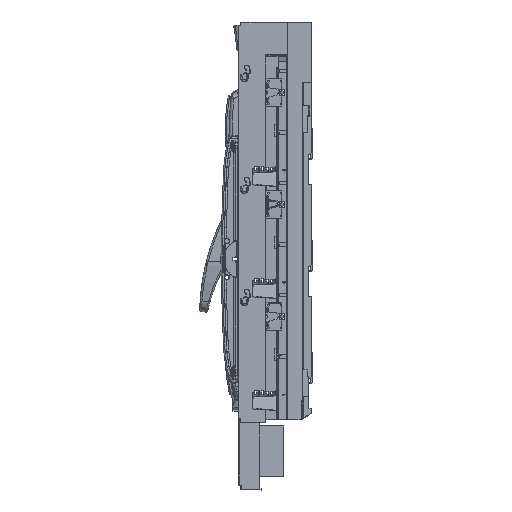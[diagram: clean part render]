
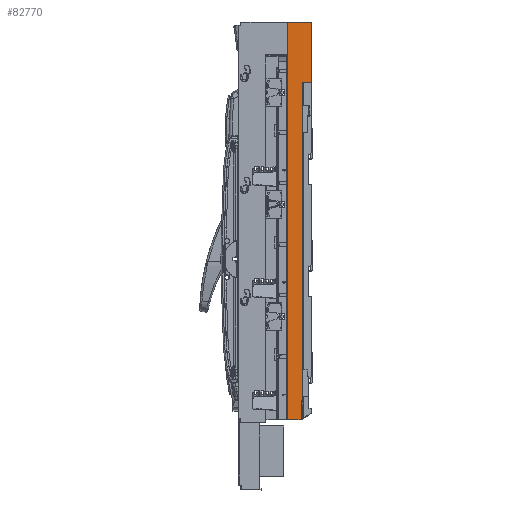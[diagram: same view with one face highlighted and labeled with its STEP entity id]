
A CAD part, left-side view. The second image highlights one B-rep face of the part: STEP entity #82770.
In plain terms, the highlighted planar face has unit normal (-1, -0.01, 0).
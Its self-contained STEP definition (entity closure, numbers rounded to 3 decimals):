
#76027=DIRECTION('',(0.01,-1.,0.009));
#76028=VECTOR('',#76027,40.004);
#76029=CARTESIAN_POINT('',(-99.165,541.005,
213.582));
#76030=LINE('',#76029,#76028);
#76031=DIRECTION('',(0.,0.,-1.));
#76032=VECTOR('',#76031,99.302);
#76033=CARTESIAN_POINT('',(-98.752,501.005,
213.931));
#76034=LINE('',#76033,#76032);
#76035=DIRECTION('',(-0.01,1.,-0.017));
#76036=VECTOR('',#76035,15.003);
#76037=CARTESIAN_POINT('',(-98.752,501.005,
114.629));
#76038=LINE('',#76037,#76036);
#76039=DIRECTION('',(0.,0.,-1.));
#76040=VECTOR('',#76039,526.237);
#76041=CARTESIAN_POINT('',(-98.907,516.005,
114.368));
#76042=LINE('',#76041,#76040);
#76043=DIRECTION('',(-0.01,1.,0.));
#76044=VECTOR('',#76043,3.);
#76045=CARTESIAN_POINT('',(-98.907,516.005,
-411.869));
#76046=LINE('',#76045,#76044);
#76047=DIRECTION('',(0.,0.,-1.));
#76048=VECTOR('',#76047,30.816);
#76049=CARTESIAN_POINT('',(-98.938,519.005,
-411.869));
#76050=LINE('',#76049,#76048);
#76051=DIRECTION('',(-0.01,1.,-0.017));
#76052=VECTOR('',#76051,22.005);
#76053=CARTESIAN_POINT('',(-98.938,519.005,
-442.685));
#76054=LINE('',#76053,#76052);
#76055=DIRECTION('',(0.,0.,1.));
#76056=VECTOR('',#76055,656.651);
#76057=CARTESIAN_POINT('',(-99.165,541.005,
-443.069));
#76058=LINE('',#76057,#76056);
#78838=CARTESIAN_POINT('',(-98.752,501.005,
213.931));
#78839=CARTESIAN_POINT('',(-98.752,501.005,
114.629));
#78840=VERTEX_POINT('',#78838);
#78841=VERTEX_POINT('',#78839);
#79305=CARTESIAN_POINT('',(-98.907,516.005,
-411.869));
#79306=VERTEX_POINT('',#79305);
#79307=CARTESIAN_POINT('',(-98.907,516.005,
114.368));
#79308=VERTEX_POINT('',#79307);
#79514=CARTESIAN_POINT('',(-99.165,541.005,
-443.069));
#79515=CARTESIAN_POINT('',(-99.165,541.005,
213.582));
#79516=VERTEX_POINT('',#79514);
#79517=VERTEX_POINT('',#79515);
#79520=CARTESIAN_POINT('',(-98.938,519.005,
-411.869));
#79521=VERTEX_POINT('',#79520);
#79522=CARTESIAN_POINT('',(-98.938,519.005,
-442.685));
#79523=VERTEX_POINT('',#79522);
#82749=CARTESIAN_POINT('',(-99.186,543.005,
217.28));
#82750=DIRECTION('',(1.,0.01,0.));
#82751=DIRECTION('',(0.01,-1.,0.));
#82752=AXIS2_PLACEMENT_3D('',#82749,#82750,#82751);
#82753=PLANE('',#82752);
#82755=ORIENTED_EDGE('',*,*,#82754,.T.);
#82757=ORIENTED_EDGE('',*,*,#82756,.T.);
#82759=ORIENTED_EDGE('',*,*,#82758,.T.);
#82760=ORIENTED_EDGE('',*,*,#79686,.T.);
#82762=ORIENTED_EDGE('',*,*,#82761,.T.);
#82764=ORIENTED_EDGE('',*,*,#82763,.T.);
#82766=ORIENTED_EDGE('',*,*,#82765,.T.);
#82767=ORIENTED_EDGE('',*,*,#82727,.T.);
#82768=EDGE_LOOP('',(#82755,#82757,#82759,#82760,#82762,#82764,#82766,#82767));
#82769=FACE_OUTER_BOUND('',#82768,.F.);
#82770=ADVANCED_FACE('',(#82769),#82753,.F.);
#79686=EDGE_CURVE('',#79308,#79306,#76042,.T.);
#82727=EDGE_CURVE('',#79516,#79517,#76058,.T.);
#82754=EDGE_CURVE('',#79517,#78840,#76030,.T.);
#82756=EDGE_CURVE('',#78840,#78841,#76034,.T.);
#82758=EDGE_CURVE('',#78841,#79308,#76038,.T.);
#82761=EDGE_CURVE('',#79306,#79521,#76046,.T.);
#82763=EDGE_CURVE('',#79521,#79523,#76050,.T.);
#82765=EDGE_CURVE('',#79523,#79516,#76054,.T.);
